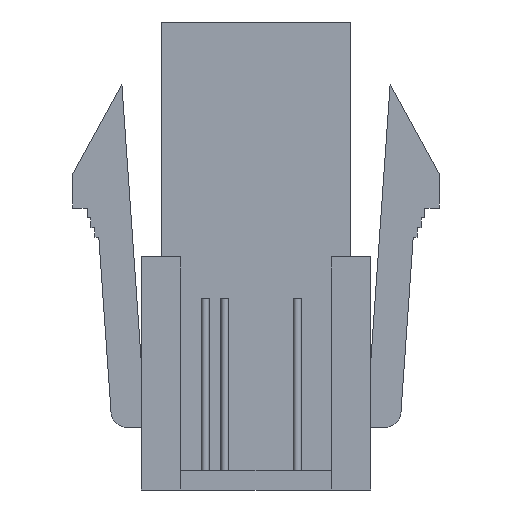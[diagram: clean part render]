
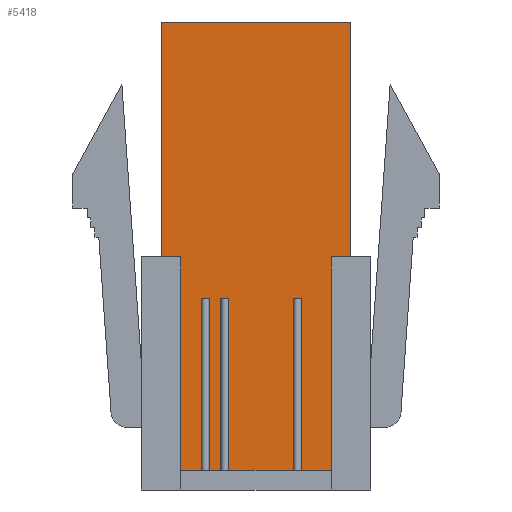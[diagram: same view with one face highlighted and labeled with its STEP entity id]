
A CAD part, front view. The second image highlights one B-rep face of the part: STEP entity #5418.
In plain terms, the highlighted planar face has unit normal (0, -1, 0).
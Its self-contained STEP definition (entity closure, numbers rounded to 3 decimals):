
#39=ORIENTED_EDGE('',*,*,#1645,.F.);
#40=ORIENTED_EDGE('',*,*,#1646,.T.);
#41=ORIENTED_EDGE('',*,*,#1647,.T.);
#42=ORIENTED_EDGE('',*,*,#1648,.F.);
#43=ORIENTED_EDGE('',*,*,#1649,.F.);
#44=ORIENTED_EDGE('',*,*,#1650,.T.);
#45=ORIENTED_EDGE('',*,*,#1651,.T.);
#46=ORIENTED_EDGE('',*,*,#1652,.T.);
#47=ORIENTED_EDGE('',*,*,#1653,.F.);
#48=ORIENTED_EDGE('',*,*,#1654,.T.);
#49=ORIENTED_EDGE('',*,*,#1655,.T.);
#50=ORIENTED_EDGE('',*,*,#1656,.F.);
#51=ORIENTED_EDGE('',*,*,#1657,.F.);
#52=ORIENTED_EDGE('',*,*,#1658,.T.);
#53=ORIENTED_EDGE('',*,*,#1659,.T.);
#54=ORIENTED_EDGE('',*,*,#1660,.F.);
#55=ORIENTED_EDGE('',*,*,#1661,.F.);
#56=ORIENTED_EDGE('',*,*,#1662,.T.);
#57=ORIENTED_EDGE('',*,*,#1663,.T.);
#58=ORIENTED_EDGE('',*,*,#1664,.F.);
#1645=EDGE_CURVE('',#2448,#2449,#2974,.T.);
#1646=EDGE_CURVE('',#2448,#2450,#2975,.T.);
#1647=EDGE_CURVE('',#2450,#2451,#2976,.T.);
#1648=EDGE_CURVE('',#2452,#2451,#2977,.T.);
#1649=EDGE_CURVE('',#2453,#2452,#2978,.T.);
#1650=EDGE_CURVE('',#2453,#2454,#2979,.T.);
#1651=EDGE_CURVE('',#2454,#2455,#2980,.T.);
#1652=EDGE_CURVE('',#2455,#2456,#2981,.T.);
#1653=EDGE_CURVE('',#2457,#2456,#2982,.T.);
#1654=EDGE_CURVE('',#2457,#2458,#2983,.T.);
#1655=EDGE_CURVE('',#2458,#2459,#2984,.T.);
#1656=EDGE_CURVE('',#2460,#2459,#2985,.T.);
#1657=EDGE_CURVE('',#2461,#2460,#2986,.T.);
#1658=EDGE_CURVE('',#2461,#2462,#2987,.T.);
#1659=EDGE_CURVE('',#2462,#2463,#2988,.T.);
#1660=EDGE_CURVE('',#2464,#2463,#2989,.T.);
#1661=EDGE_CURVE('',#2465,#2464,#2990,.T.);
#1662=EDGE_CURVE('',#2465,#2466,#2991,.T.);
#1663=EDGE_CURVE('',#2466,#2467,#2992,.T.);
#1664=EDGE_CURVE('',#2449,#2467,#2993,.T.);
#2448=VERTEX_POINT('',#7388);
#2449=VERTEX_POINT('',#7389);
#2450=VERTEX_POINT('',#7391);
#2451=VERTEX_POINT('',#7393);
#2452=VERTEX_POINT('',#7395);
#2453=VERTEX_POINT('',#7397);
#2454=VERTEX_POINT('',#7399);
#2455=VERTEX_POINT('',#7401);
#2456=VERTEX_POINT('',#7403);
#2457=VERTEX_POINT('',#7405);
#2458=VERTEX_POINT('',#7407);
#2459=VERTEX_POINT('',#7409);
#2460=VERTEX_POINT('',#7411);
#2461=VERTEX_POINT('',#7413);
#2462=VERTEX_POINT('',#7415);
#2463=VERTEX_POINT('',#7417);
#2464=VERTEX_POINT('',#7419);
#2465=VERTEX_POINT('',#7421);
#2466=VERTEX_POINT('',#7423);
#2467=VERTEX_POINT('',#7425);
#2974=LINE('',#7387,#3767);
#2975=LINE('',#7390,#3768);
#2976=LINE('',#7392,#3769);
#2977=LINE('',#7394,#3770);
#2978=LINE('',#7396,#3771);
#2979=LINE('',#7398,#3772);
#2980=LINE('',#7400,#3773);
#2981=LINE('',#7402,#3774);
#2982=LINE('',#7404,#3775);
#2983=LINE('',#7406,#3776);
#2984=LINE('',#7408,#3777);
#2985=LINE('',#7410,#3778);
#2986=LINE('',#7412,#3779);
#2987=LINE('',#7414,#3780);
#2988=LINE('',#7416,#3781);
#2989=LINE('',#7418,#3782);
#2990=LINE('',#7420,#3783);
#2991=LINE('',#7422,#3784);
#2992=LINE('',#7424,#3785);
#2993=LINE('',#7426,#3786);
#3767=VECTOR('',#6010,1000.);
#3768=VECTOR('',#6011,1000.);
#3769=VECTOR('',#6012,1000.);
#3770=VECTOR('',#6013,1000.);
#3771=VECTOR('',#6014,1000.);
#3772=VECTOR('',#6015,1000.);
#3773=VECTOR('',#6016,1000.);
#3774=VECTOR('',#6017,1000.);
#3775=VECTOR('',#6018,1000.);
#3776=VECTOR('',#6019,1000.);
#3777=VECTOR('',#6020,1000.);
#3778=VECTOR('',#6021,1000.);
#3779=VECTOR('',#6022,1000.);
#3780=VECTOR('',#6023,1000.);
#3781=VECTOR('',#6024,1000.);
#3782=VECTOR('',#6025,1000.);
#3783=VECTOR('',#6026,1000.);
#3784=VECTOR('',#6027,1000.);
#3785=VECTOR('',#6028,1000.);
#3786=VECTOR('',#6029,1000.);
#4560=EDGE_LOOP('',(#39,#40,#41,#42,#43,#44,#45,#46,#47,#48,#49,#50,#51,
#52,#53,#54,#55,#56,#57,#58));
#4851=FACE_BOUND('',#4560,.T.);
#5142=PLANE('',#5714);
#5418=ADVANCED_FACE('',(#4851),#5142,.T.);
#5714=AXIS2_PLACEMENT_3D('',#7386,#6008,#6009);
#6008=DIRECTION('',(0.,-1.,0.));
#6009=DIRECTION('',(0.,0.,-1.));
#6010=DIRECTION('',(0.,0.,-1.));
#6011=DIRECTION('',(1.,0.,0.));
#6012=DIRECTION('',(0.,0.,-1.));
#6013=DIRECTION('',(-1.,0.,0.));
#6014=DIRECTION('',(0.,0.,-1.));
#6015=DIRECTION('',(1.,0.,0.));
#6016=DIRECTION('',(0.,0.,1.));
#6017=DIRECTION('',(-1.,0.,0.));
#6018=DIRECTION('',(0.,0.,1.));
#6019=DIRECTION('',(1.,0.,0.));
#6020=DIRECTION('',(0.,0.,-1.));
#6021=DIRECTION('',(-1.,0.,0.));
#6022=DIRECTION('',(0.,0.,-1.));
#6023=DIRECTION('',(1.,0.,0.));
#6024=DIRECTION('',(0.,0.,-1.));
#6025=DIRECTION('',(-1.,0.,0.));
#6026=DIRECTION('',(0.,0.,-1.));
#6027=DIRECTION('',(1.,0.,0.));
#6028=DIRECTION('',(0.,0.,-1.));
#6029=DIRECTION('',(-1.,0.,0.));
#7386=CARTESIAN_POINT('',(4.85,-4.8,-11.95));
#7387=CARTESIAN_POINT('',(1.9,-4.8,-2.15));
#7388=CARTESIAN_POINT('',(1.9,-4.8,-2.15));
#7389=CARTESIAN_POINT('',(1.9,-4.8,-10.95));
#7390=CARTESIAN_POINT('',(2.3,-4.8,-2.15));
#7391=CARTESIAN_POINT('',(2.3,-4.8,-2.15));
#7392=CARTESIAN_POINT('',(2.3,-4.8,-2.15));
#7393=CARTESIAN_POINT('',(2.3,-4.8,-10.95));
#7394=CARTESIAN_POINT('',(3.85,-4.8,-10.95));
#7395=CARTESIAN_POINT('',(3.85,-4.8,-10.95));
#7396=CARTESIAN_POINT('',(3.85,-4.8,-0.05));
#7397=CARTESIAN_POINT('',(3.85,-4.8,-0.05));
#7398=CARTESIAN_POINT('',(3.85,-4.8,-0.05));
#7399=CARTESIAN_POINT('',(4.85,-4.8,-0.05));
#7400=CARTESIAN_POINT('',(4.85,-4.8,-11.95));
#7401=CARTESIAN_POINT('',(4.85,-4.8,11.95));
#7402=CARTESIAN_POINT('',(4.85,-4.8,11.95));
#7403=CARTESIAN_POINT('',(-4.85,-4.8,11.95));
#7404=CARTESIAN_POINT('',(-4.85,-4.8,-11.95));
#7405=CARTESIAN_POINT('',(-4.85,-4.8,-0.05));
#7406=CARTESIAN_POINT('',(-4.85,-4.8,-0.05));
#7407=CARTESIAN_POINT('',(-3.85,-4.8,-0.05));
#7408=CARTESIAN_POINT('',(-3.85,-4.8,-0.05));
#7409=CARTESIAN_POINT('',(-3.85,-4.8,-10.95));
#7410=CARTESIAN_POINT('',(3.85,-4.8,-10.95));
#7411=CARTESIAN_POINT('',(-2.8,-4.8,-10.95));
#7412=CARTESIAN_POINT('',(-2.8,-4.8,-2.15));
#7413=CARTESIAN_POINT('',(-2.8,-4.8,-2.15));
#7414=CARTESIAN_POINT('',(-2.4,-4.8,-2.15));
#7415=CARTESIAN_POINT('',(-2.4,-4.8,-2.15));
#7416=CARTESIAN_POINT('',(-2.4,-4.8,-2.15));
#7417=CARTESIAN_POINT('',(-2.4,-4.8,-10.95));
#7418=CARTESIAN_POINT('',(3.85,-4.8,-10.95));
#7419=CARTESIAN_POINT('',(-1.8,-4.8,-10.95));
#7420=CARTESIAN_POINT('',(-1.8,-4.8,-2.15));
#7421=CARTESIAN_POINT('',(-1.8,-4.8,-2.15));
#7422=CARTESIAN_POINT('',(-1.8,-4.8,-2.15));
#7423=CARTESIAN_POINT('',(-1.4,-4.8,-2.15));
#7424=CARTESIAN_POINT('',(-1.4,-4.8,-2.15));
#7425=CARTESIAN_POINT('',(-1.4,-4.8,-10.95));
#7426=CARTESIAN_POINT('',(3.85,-4.8,-10.95));
